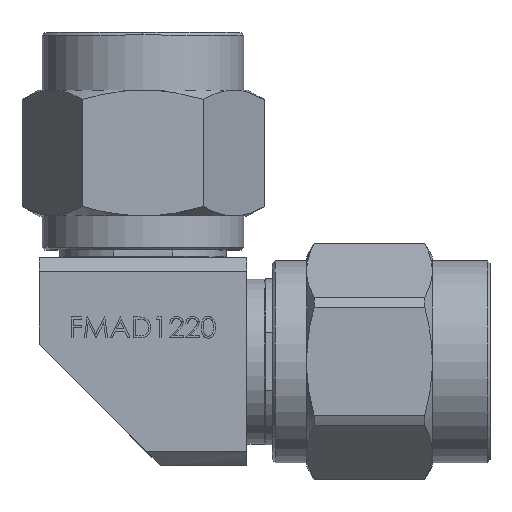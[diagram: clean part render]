
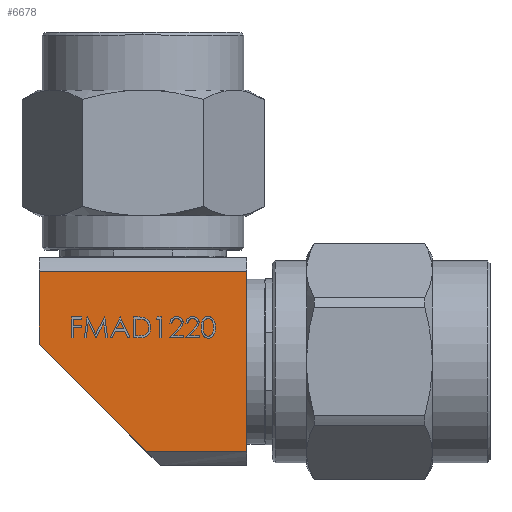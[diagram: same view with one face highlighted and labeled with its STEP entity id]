
A CAD part, top view. The second image highlights one B-rep face of the part: STEP entity #6678.
In plain terms, the highlighted planar face has unit normal (0, 0, 1).
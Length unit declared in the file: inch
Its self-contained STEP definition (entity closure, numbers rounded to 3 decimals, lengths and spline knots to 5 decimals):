
#73 = DIRECTION ( 'NONE',  ( 1., 0., 0. ) ) ;
#565 = AXIS2_PLACEMENT_3D ( 'NONE', #7377, #8319, #3394 ) ;
#1291 = VERTEX_POINT ( 'NONE', #2300 ) ;
#1477 = DIRECTION ( 'NONE',  ( 0.707, -0.707, 0. ) ) ;
#1890 = DIRECTION ( 'NONE',  ( 0., 1., 0. ) ) ;
#1940 = CARTESIAN_POINT ( 'NONE',  ( -0.33858, 0.13553, 0.15591 ) ) ;
#2182 = EDGE_CURVE ( 'NONE', #6120, #1291, #3808, .T. ) ;
#2300 = CARTESIAN_POINT ( 'NONE',  ( -0.02677, -0.13553, 0.15591 ) ) ;
#2448 = CARTESIAN_POINT ( 'NONE',  ( -0.02677, 0.13553, 0.15591 ) ) ;
#2987 = VERTEX_POINT ( 'NONE', #2448 ) ;
#3065 = EDGE_CURVE ( 'NONE', #4821, #2987, #6419, .T. ) ;
#3394 = DIRECTION ( 'NONE',  ( 1., 0., 0. ) ) ;
#3512 = VECTOR ( 'NONE', #73, 39.37008 ) ;
#3808 = LINE ( 'NONE', #5009, #3512 ) ;
#4000 = VECTOR ( 'NONE', #5375, 39.37008 ) ;
#4775 = VERTEX_POINT ( 'NONE', #7614 ) ;
#4821 = VERTEX_POINT ( 'NONE', #1940 ) ;
#4867 = ORIENTED_EDGE ( 'NONE', *, *, #6223, .T. ) ;
#4924 = EDGE_CURVE ( 'NONE', #1291, #2987, #5417, .T. ) ;
#5009 = CARTESIAN_POINT ( 'NONE',  ( -0.17707, -0.13553, 0.15591 ) ) ;
#5224 = EDGE_LOOP ( 'NONE', ( #6472, #6126, #7591, #4867, #7837 ) ) ;
#5375 = DIRECTION ( 'NONE',  ( 0., -1., 0. ) ) ;
#5417 = LINE ( 'NONE', #8210, #7654 ) ;
#5421 = VECTOR ( 'NONE', #8476, 39.37008 ) ;
#5684 = CARTESIAN_POINT ( 'NONE',  ( -0.33858, 0.13553, 0.15591 ) ) ;
#6120 = VERTEX_POINT ( 'NONE', #9090 ) ;
#6126 = ORIENTED_EDGE ( 'NONE', *, *, #3065, .F. ) ;
#6223 = EDGE_CURVE ( 'NONE', #4775, #6120, #9045, .T. ) ;
#6419 = LINE ( 'NONE', #5684, #5421 ) ;
#6472 = ORIENTED_EDGE ( 'NONE', *, *, #4924, .T. ) ;
#6678 = ADVANCED_FACE ( 'NONE', ( #6695 ), #9011, .T. ) ;
#6695 = FACE_OUTER_BOUND ( 'NONE', #5224, .T. ) ;
#6778 = VECTOR ( 'NONE', #1477, 39.37008 ) ;
#6844 = CARTESIAN_POINT ( 'NONE',  ( -0.33858, 0.13553, 0.15591 ) ) ;
#7307 = EDGE_CURVE ( 'NONE', #4821, #4775, #8301, .T. ) ;
#7377 = CARTESIAN_POINT ( 'NONE',  ( 0., 0., 0.15591 ) ) ;
#7591 = ORIENTED_EDGE ( 'NONE', *, *, #7307, .T. ) ;
#7614 = CARTESIAN_POINT ( 'NONE',  ( -0.33858, 0.02598, 0.15591 ) ) ;
#7654 = VECTOR ( 'NONE', #1890, 39.37008 ) ;
#7835 = CARTESIAN_POINT ( 'NONE',  ( -0.33858, 0.02598, 0.15591 ) ) ;
#7837 = ORIENTED_EDGE ( 'NONE', *, *, #2182, .T. ) ;
#8210 = CARTESIAN_POINT ( 'NONE',  ( -0.02677, -0.13553, 0.15591 ) ) ;
#8301 = LINE ( 'NONE', #6844, #4000 ) ;
#8319 = DIRECTION ( 'NONE',  ( 0., 0., 1. ) ) ;
#8476 = DIRECTION ( 'NONE',  ( 1., 0., 0. ) ) ;
#9011 = PLANE ( 'NONE',  #565 ) ;
#9045 = LINE ( 'NONE', #7835, #6778 ) ;
#9090 = CARTESIAN_POINT ( 'NONE',  ( -0.17707, -0.13553, 0.15591 ) ) ;
